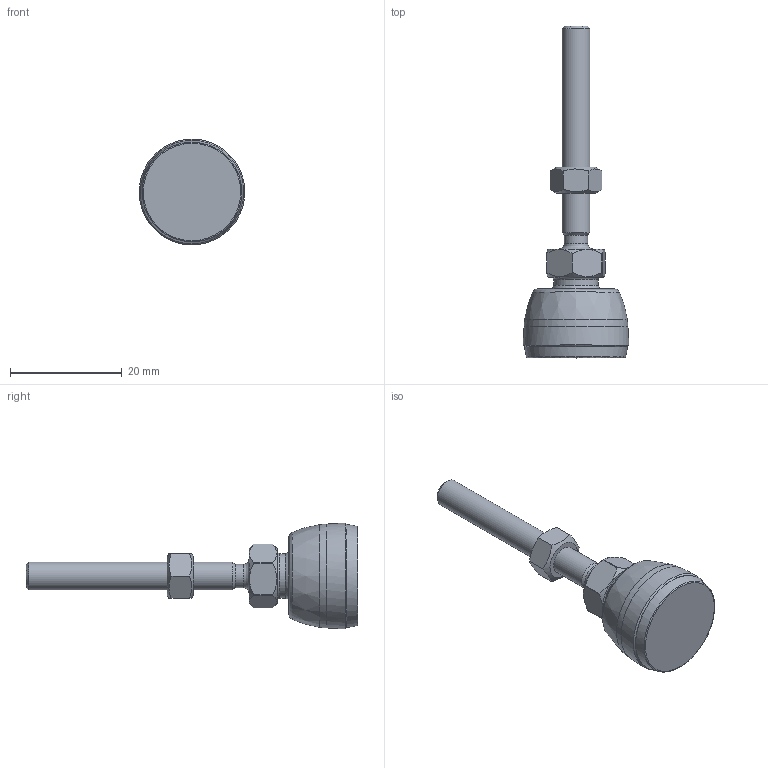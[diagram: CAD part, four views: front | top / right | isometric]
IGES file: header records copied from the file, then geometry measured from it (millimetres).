
Global section: file name: 402005; native system: Autodesk Inventor 2018; preprocessor: unknown; author: Spacek; date: 20190202.120246; units: millimetre
Bounding box: 18.96 x 59.5 x 18.97 mm (x, y, z)
Volume: 4897.4 mm3; surface area: 3542.2 mm2
Topology: 4 solids, 4 shells, 63 faces, 173 edges, 119 vertices
Faces by surface type: bspline 63
